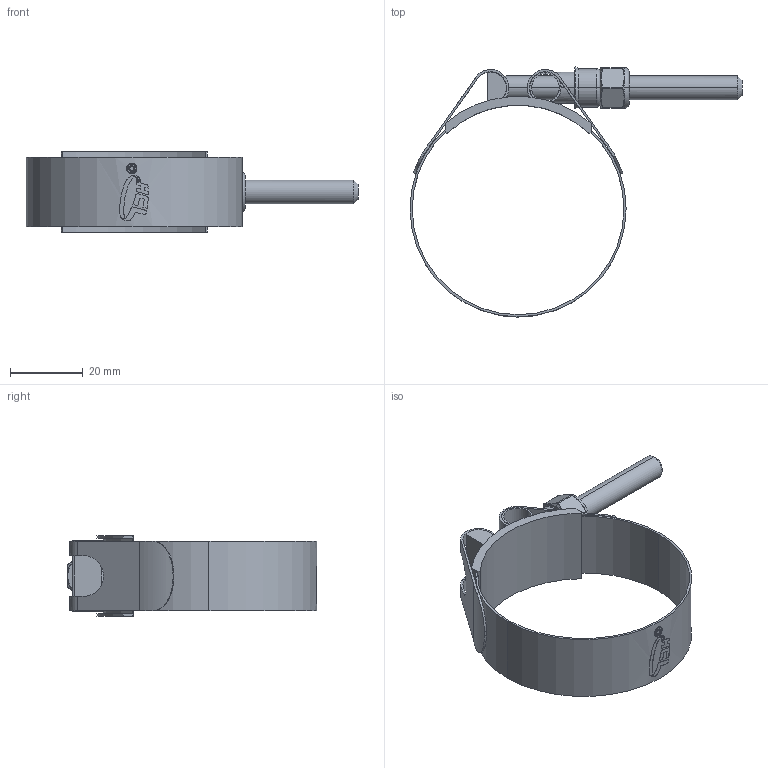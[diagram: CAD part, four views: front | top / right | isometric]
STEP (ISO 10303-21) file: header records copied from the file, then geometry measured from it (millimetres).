
FILE_DESCRIPTION (( 'STEP AP214' ), '1' );
FILE_NAME ('TRI-30021-TBCH-200.step', '2025-10-27T11:22:06', ( '' ), ( '' ), 'SwSTEP 2.0', 'SolidWorks 2025', '' );
FILE_SCHEMA (( 'AUTOMOTIVE_DESIGN' ));
Length unit declared in the file: millimetre
Products named in the file (1): TRI-30021-TBCH-200
Bounding box: 90.96 x 68.49 x 22 mm (x, y, z)
Volume: 7650.7 mm3; surface area: 16202.7 mm2
Topology: 6 solids, 6 shells, 334 faces, 875 edges, 536 vertices
Faces by surface type: cylinder 126, bspline 120, plane 46, torus 23, cone 19
Entity records: 14391 total; most frequent: CARTESIAN_POINT 7322, ORIENTED_EDGE 1702, DIRECTION 1100, EDGE_CURVE 851, VERTEX_POINT 536, AXIS2_PLACEMENT_3D 425, EDGE_LOOP 355, B_SPLINE_CURVE_WITH_KNOTS 346
